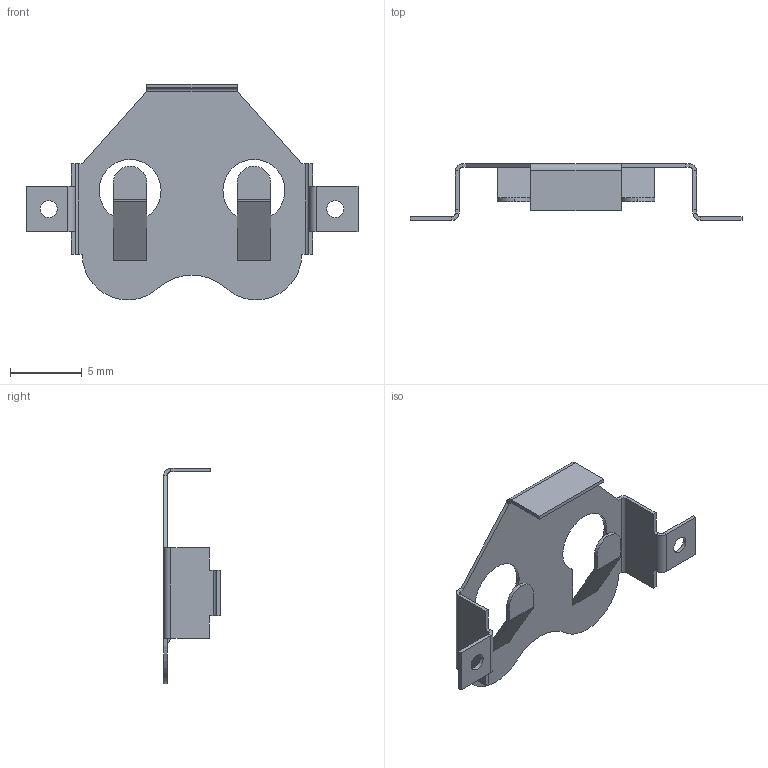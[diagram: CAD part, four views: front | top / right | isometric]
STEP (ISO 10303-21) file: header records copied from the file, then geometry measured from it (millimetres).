
FILE_DESCRIPTION (( 'STEP AP214' ), '1' );
FILE_NAME ('3012.STEP', '2012-01-23T16:21:01', ( 'Richard Maletta' ), ( '' ), 'SwSTEP 2.0', 'SolidWorks 2009', '' );
FILE_SCHEMA (( 'AUTOMOTIVE_DESIGN' ));
Length unit declared in the file: inch
Products named in the file (1): 3012
Bounding box: 23.22 x 3.96 x 15.09 mm (x, y, z)
Volume: 67.8 mm3; surface area: 575.8 mm2
Topology: 1 solids, 1 shells, 119 faces, 276 edges, 160 vertices
Faces by surface type: plane 90, cylinder 29
Entity records: 3328 total; most frequent: DIRECTION 574, CARTESIAN_POINT 556, ORIENTED_EDGE 552, EDGE_CURVE 276, VECTOR 218, LINE 218, AXIS2_PLACEMENT_3D 178, VERTEX_POINT 160
